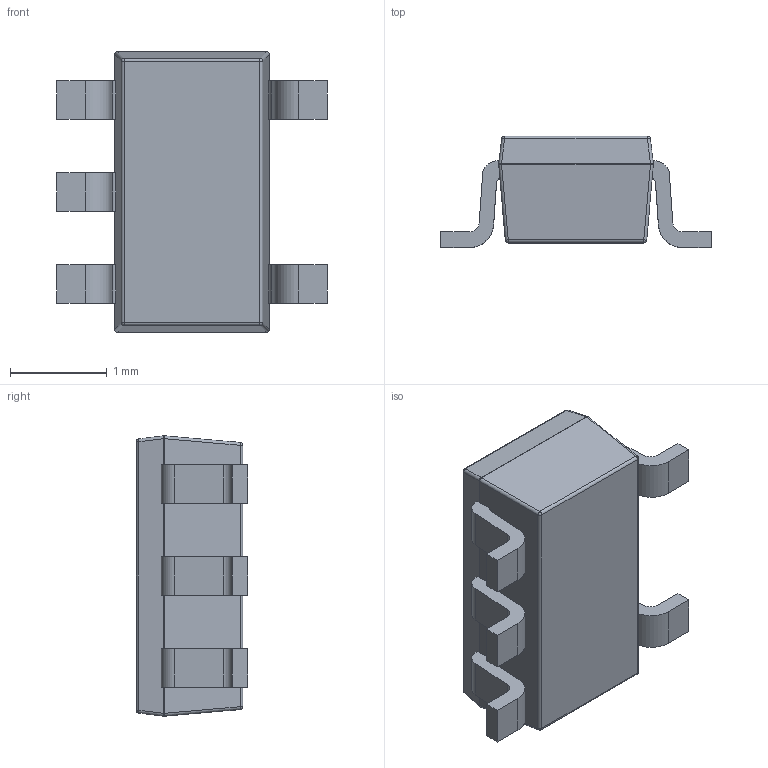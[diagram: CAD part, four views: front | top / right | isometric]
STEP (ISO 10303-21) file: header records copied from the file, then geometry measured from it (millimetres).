
FILE_DESCRIPTION (( 'STEP AP214' ), '1' );
FILE_NAME ('TC7SH00F,LJ(CT.STEP', '2022-08-06T07:36:11', ( '' ), ( '' ), 'SwSTEP 2.0', 'SolidWorks 2018', '' );
FILE_SCHEMA (( 'AUTOMOTIVE_DESIGN' ));
Length unit declared in the file: millimetre
Products named in the file (1): TC7SH00F,LJ(CT
Bounding box: 2.8 x 1.15 x 2.9 mm (x, y, z)
Volume: 5.2 mm3; surface area: 25.1 mm2
Topology: 6 solids, 6 shells, 126 faces, 306 edges, 184 vertices
Faces by surface type: plane 60, cylinder 52, sphere 14
Entity records: 5061 total; most frequent: DIRECTION 658, CARTESIAN_POINT 609, ORIENTED_EDGE 596, EDGE_CURVE 298, AXIS2_PLACEMENT_3D 233, VECTOR 192, LINE 192, VERTEX_POINT 184
